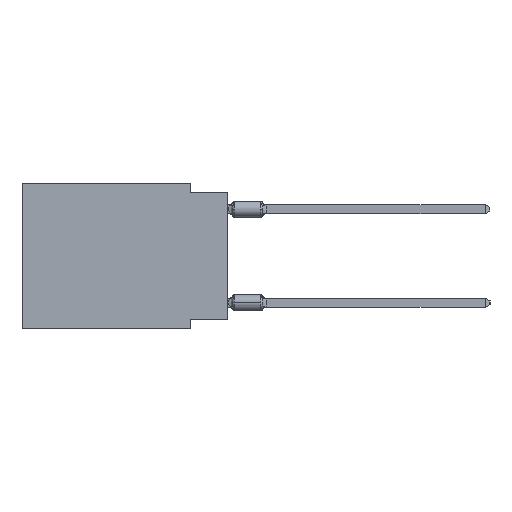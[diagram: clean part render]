
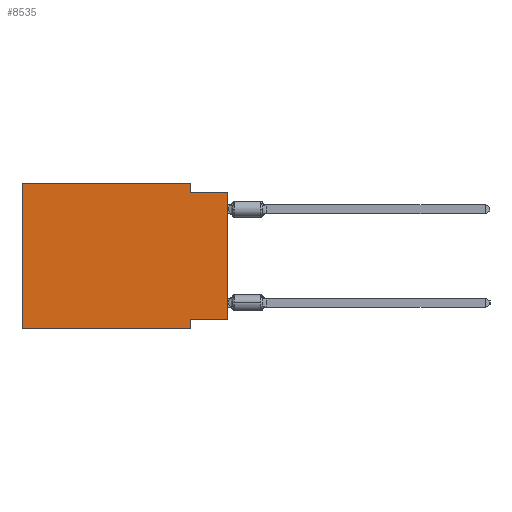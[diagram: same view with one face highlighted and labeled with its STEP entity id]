
A CAD part, left-side view. The second image highlights one B-rep face of the part: STEP entity #8535.
In plain terms, the highlighted planar face has unit normal (-1, 0, 0).
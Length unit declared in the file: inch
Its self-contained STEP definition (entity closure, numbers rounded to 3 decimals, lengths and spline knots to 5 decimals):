
#1244 = LINE ( 'NONE', #36226, #32744 ) ;
#2230 = LINE ( 'NONE', #11477, #6209 ) ;
#2735 = EDGE_CURVE ( 'NONE', #18165, #19308, #4564, .T. ) ;
#2997 = LINE ( 'NONE', #5336, #6006 ) ;
#3104 = VECTOR ( 'NONE', #18370, 39.37008 ) ;
#4056 = LINE ( 'NONE', #11344, #4414 ) ;
#4414 = VECTOR ( 'NONE', #28567, 39.37008 ) ;
#4564 = LINE ( 'NONE', #33733, #26939 ) ;
#4629 = CARTESIAN_POINT ( 'NONE',  ( 0., 0., 0. ) ) ;
#5336 = CARTESIAN_POINT ( 'NONE',  ( 0., 0.55, 0. ) ) ;
#6006 = VECTOR ( 'NONE', #37788, 39.37008 ) ;
#6209 = VECTOR ( 'NONE', #37599, 39.37008 ) ;
#7896 = LINE ( 'NONE', #4629, #11790 ) ;
#8187 = VERTEX_POINT ( 'NONE', #35796 ) ;
#8535 = ADVANCED_FACE ( 'NONE', ( #28738 ), #14030, .F. ) ;
#8823 = ORIENTED_EDGE ( 'NONE', *, *, #33997, .T. ) ;
#8838 = VERTEX_POINT ( 'NONE', #34673 ) ;
#9877 = CARTESIAN_POINT ( 'NONE',  ( 0., 0., -0.025 ) ) ;
#10333 = EDGE_LOOP ( 'NONE', ( #8823, #33890, #13462, #37014, #11261, #22904, #14717, #31560 ) ) ;
#11261 = ORIENTED_EDGE ( 'NONE', *, *, #12936, .F. ) ;
#11344 = CARTESIAN_POINT ( 'NONE',  ( 0., 0.1, -0.39 ) ) ;
#11455 = VERTEX_POINT ( 'NONE', #26745 ) ;
#11477 = CARTESIAN_POINT ( 'NONE',  ( 0., 0.55, 0. ) ) ;
#11790 = VECTOR ( 'NONE', #13673, 39.37008 ) ;
#11992 = LINE ( 'NONE', #9877, #3104 ) ;
#12589 = CARTESIAN_POINT ( 'NONE',  ( 0., 0.55, -0.39 ) ) ;
#12936 = EDGE_CURVE ( 'NONE', #34347, #8838, #2997, .T. ) ;
#13049 = VERTEX_POINT ( 'NONE', #15932 ) ;
#13462 = ORIENTED_EDGE ( 'NONE', *, *, #34783, .F. ) ;
#13673 = DIRECTION ( 'NONE',  ( 0., 0., 1. ) ) ;
#14030 = PLANE ( 'NONE',  #25512 ) ;
#14717 = ORIENTED_EDGE ( 'NONE', *, *, #34007, .F. ) ;
#15932 = CARTESIAN_POINT ( 'NONE',  ( 0., 0., -0.025 ) ) ;
#18018 = LINE ( 'NONE', #12589, #18589 ) ;
#18165 = VERTEX_POINT ( 'NONE', #23056 ) ;
#18370 = DIRECTION ( 'NONE',  ( 0., -1., 0. ) ) ;
#18589 = VECTOR ( 'NONE', #26912, 39.37008 ) ;
#19308 = VERTEX_POINT ( 'NONE', #29903 ) ;
#21225 = EDGE_CURVE ( 'NONE', #34347, #8187, #18018, .T. ) ;
#21786 = CARTESIAN_POINT ( 'NONE',  ( 0., 0.1, -0.025 ) ) ;
#22904 = ORIENTED_EDGE ( 'NONE', *, *, #21225, .T. ) ;
#23056 = CARTESIAN_POINT ( 'NONE',  ( 0., 0., -0.365 ) ) ;
#25278 = DIRECTION ( 'NONE',  ( 1., 0., 0. ) ) ;
#25512 = AXIS2_PLACEMENT_3D ( 'NONE', #31998, #25278, #25847 ) ;
#25847 = DIRECTION ( 'NONE',  ( 0., 0., -1. ) ) ;
#26745 = CARTESIAN_POINT ( 'NONE',  ( 0., 0.1, 0. ) ) ;
#26912 = DIRECTION ( 'NONE',  ( 0., -1., 0. ) ) ;
#26939 = VECTOR ( 'NONE', #30443, 39.37008 ) ;
#27908 = DIRECTION ( 'NONE',  ( 0., 0., -1. ) ) ;
#28567 = DIRECTION ( 'NONE',  ( 0., 0., -1. ) ) ;
#28738 = FACE_OUTER_BOUND ( 'NONE', #10333, .T. ) ;
#29903 = CARTESIAN_POINT ( 'NONE',  ( 0., 0.1, -0.365 ) ) ;
#30443 = DIRECTION ( 'NONE',  ( 0., 1., 0. ) ) ;
#30463 = CARTESIAN_POINT ( 'NONE',  ( 0., 0.55, -0.39 ) ) ;
#31560 = ORIENTED_EDGE ( 'NONE', *, *, #2735, .F. ) ;
#31998 = CARTESIAN_POINT ( 'NONE',  ( 0., 0.55, 0. ) ) ;
#32171 = EDGE_CURVE ( 'NONE', #35583, #13049, #11992, .T. ) ;
#32744 = VECTOR ( 'NONE', #27908, 39.37008 ) ;
#33277 = EDGE_CURVE ( 'NONE', #8838, #11455, #2230, .T. ) ;
#33733 = CARTESIAN_POINT ( 'NONE',  ( 0., 0., -0.365 ) ) ;
#33890 = ORIENTED_EDGE ( 'NONE', *, *, #32171, .F. ) ;
#33997 = EDGE_CURVE ( 'NONE', #18165, #13049, #7896, .T. ) ;
#34007 = EDGE_CURVE ( 'NONE', #19308, #8187, #4056, .T. ) ;
#34347 = VERTEX_POINT ( 'NONE', #30463 ) ;
#34673 = CARTESIAN_POINT ( 'NONE',  ( 0., 0.55, 0. ) ) ;
#34783 = EDGE_CURVE ( 'NONE', #11455, #35583, #1244, .T. ) ;
#35583 = VERTEX_POINT ( 'NONE', #21786 ) ;
#35796 = CARTESIAN_POINT ( 'NONE',  ( 0., 0.1, -0.39 ) ) ;
#36226 = CARTESIAN_POINT ( 'NONE',  ( 0., 0.1, 0. ) ) ;
#37014 = ORIENTED_EDGE ( 'NONE', *, *, #33277, .F. ) ;
#37599 = DIRECTION ( 'NONE',  ( 0., -1., 0. ) ) ;
#37788 = DIRECTION ( 'NONE',  ( 0., 0., 1. ) ) ;
